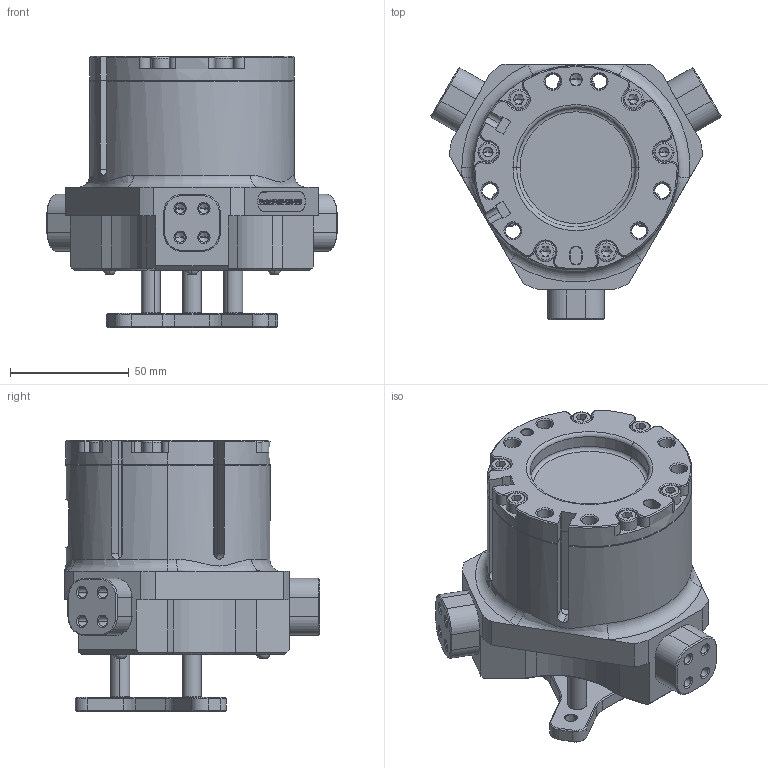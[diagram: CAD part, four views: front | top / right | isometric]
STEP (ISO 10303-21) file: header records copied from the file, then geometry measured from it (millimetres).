
FILE_DESCRIPTION (( 'STEP AP203' ), '1' );
FILE_NAME ('气动全密封三爪D63.STEP', '2018-07-31T09:19:15', ( 'User' ), ( 'Microsoft' ), 'SwSTEP 2.0', 'SolidWorks 2015', '' );
FILE_SCHEMA (( 'CONFIG_CONTROL_DESIGN' ));
Length unit declared in the file: millimetre
Products named in the file (14): FY56N-D63-BTS-LOGO; hexagon socket head cap screws gb_GB_FASTENER_SCREWS_HSHCS M5X16-N; 梓齪厙硊; LOGOﾅﾆ; 气动全密封三爪D63; FY56N-D63-BTS前盖; D63迠蹋啣絳翐; 迠蹋啣傍杶; 迠蹋啣蹟隊; FY56N-D63-BTS褲极; 迠蹋啣-D63; FY56N-D63-BTS賑輸; hexagon socket button head screws gb_GB_SOCKET_TYPE7 M3X6-N; FY56N-D63-BTS綴裔
Assembly tree (28 placements, depth 2):
  气动全密封三爪D63
    FY56N-D63-BTS褲极
    FY56N-D63-BTS賑輸  x3
    FY56N-D63-BTS綴裔
    hexagon socket head cap screws gb_GB_FASTENER_SCREWS_HSHCS M5X16-N  x6
    LOGOﾅﾆ
    FY56N-D63-BTS前盖
    D63迠蹋啣絳翐  x3
    迠蹋啣傍杶  x3
    迠蹋啣蹟隊  x3
    迠蹋啣-D63
    hexagon socket button head screws gb_GB_SOCKET_TYPE7 M3X6-N  x3
    FY56N-D63-BTS-LOGO
    梓齪厙硊
Bounding box: 121.89 x 107.24 x 114 mm (x, y, z)
Volume: 362331.5 mm3; surface area: 127823.5 mm2
Topology: 28 solids, 28 shells, 1999 faces, 4970 edges, 3100 vertices
Faces by surface type: plane 949, cylinder 428, cone 351, bspline 206, torus 59, sphere 6
Entity records: 67196 total; most frequent: CARTESIAN_POINT 27429, ORIENTED_EDGE 8096, DIRECTION 7365, EDGE_CURVE 4048, VECTOR 2605, LINE 2605, VERTEX_POINT 2587, AXIS2_PLACEMENT_3D 2380
